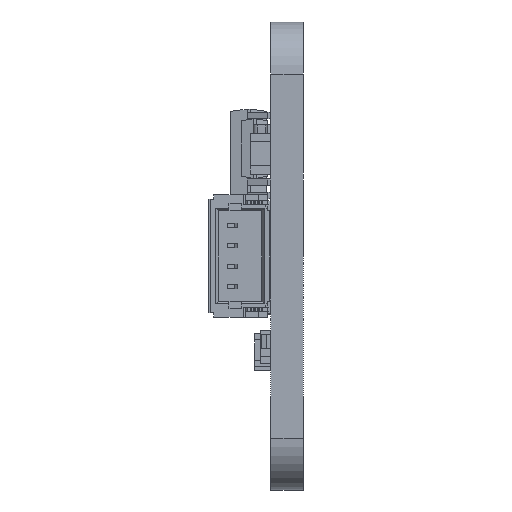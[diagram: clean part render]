
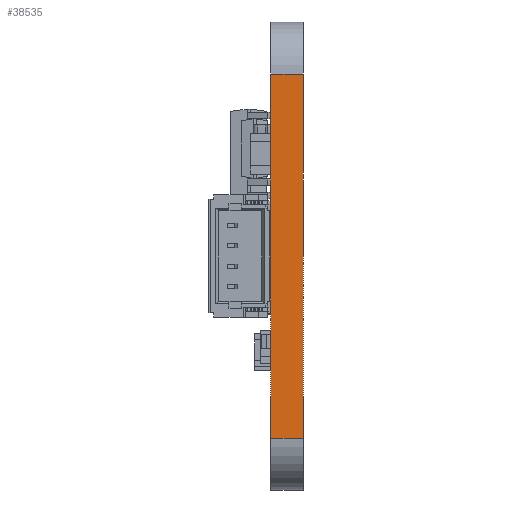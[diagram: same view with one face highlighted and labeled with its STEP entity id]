
A CAD part, left-side view. The second image highlights one B-rep face of the part: STEP entity #38535.
In plain terms, the highlighted planar face has unit normal (-1, 0, 0).
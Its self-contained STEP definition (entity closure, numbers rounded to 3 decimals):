
#1742 = ORIENTED_EDGE ( 'NONE', *, *, #12820, .T. ) ;
#2201 = EDGE_LOOP ( 'NONE', ( #36850, #10079, #1742, #40242 ) ) ;
#2254 = VERTEX_POINT ( 'NONE', #36348 ) ;
#5593 = CARTESIAN_POINT ( 'NONE',  ( -12.7, -1.57, 8.89 ) ) ;
#6960 = AXIS2_PLACEMENT_3D ( 'NONE', #10530, #35897, #22933 ) ;
#9234 = DIRECTION ( 'NONE',  ( 0., -1., 0. ) ) ;
#9647 = CARTESIAN_POINT ( 'NONE',  ( -12.7, 0., 8.89 ) ) ;
#10079 = ORIENTED_EDGE ( 'NONE', *, *, #34396, .T. ) ;
#10376 = VECTOR ( 'NONE', #20560, 1000. ) ;
#10530 = CARTESIAN_POINT ( 'NONE',  ( -12.7, -1.57, 8.89 ) ) ;
#12820 = EDGE_CURVE ( 'NONE', #2254, #30771, #30023, .T. ) ;
#12921 = VECTOR ( 'NONE', #29951, 1000. ) ;
#15942 = LINE ( 'NONE', #38002, #12921 ) ;
#20560 = DIRECTION ( 'NONE',  ( 0., 0., -1. ) ) ;
#20769 = CARTESIAN_POINT ( 'NONE',  ( -12.7, 0., 8.89 ) ) ;
#20994 = VECTOR ( 'NONE', #9234, 1000. ) ;
#22475 = EDGE_CURVE ( 'NONE', #34535, #30771, #15942, .T. ) ;
#22933 = DIRECTION ( 'NONE',  ( 0., 0., 1. ) ) ;
#23318 = FACE_OUTER_BOUND ( 'NONE', #2201, .T. ) ;
#24342 = LINE ( 'NONE', #30944, #20994 ) ;
#24434 = VERTEX_POINT ( 'NONE', #27445 ) ;
#26252 = PLANE ( 'NONE',  #6960 ) ;
#27387 = LINE ( 'NONE', #20769, #10376 ) ;
#27445 = CARTESIAN_POINT ( 'NONE',  ( -12.7, 0., -8.89 ) ) ;
#29951 = DIRECTION ( 'NONE',  ( 0., -1., 0. ) ) ;
#30023 = LINE ( 'NONE', #35485, #30767 ) ;
#30767 = VECTOR ( 'NONE', #35288, 1000. ) ;
#30771 = VERTEX_POINT ( 'NONE', #5593 ) ;
#30944 = CARTESIAN_POINT ( 'NONE',  ( -12.7, -1.57, -8.89 ) ) ;
#34396 = EDGE_CURVE ( 'NONE', #24434, #2254, #24342, .T. ) ;
#34535 = VERTEX_POINT ( 'NONE', #9647 ) ;
#35288 = DIRECTION ( 'NONE',  ( 0., 0., 1. ) ) ;
#35485 = CARTESIAN_POINT ( 'NONE',  ( -12.7, -1.57, 8.89 ) ) ;
#35724 = EDGE_CURVE ( 'NONE', #34535, #24434, #27387, .T. ) ;
#35897 = DIRECTION ( 'NONE',  ( -1., 0., 0. ) ) ;
#36348 = CARTESIAN_POINT ( 'NONE',  ( -12.7, -1.57, -8.89 ) ) ;
#36850 = ORIENTED_EDGE ( 'NONE', *, *, #35724, .T. ) ;
#38002 = CARTESIAN_POINT ( 'NONE',  ( -12.7, -1.57, 8.89 ) ) ;
#38535 = ADVANCED_FACE ( 'NONE', ( #23318 ), #26252, .T. ) ;
#40242 = ORIENTED_EDGE ( 'NONE', *, *, #22475, .F. ) ;
